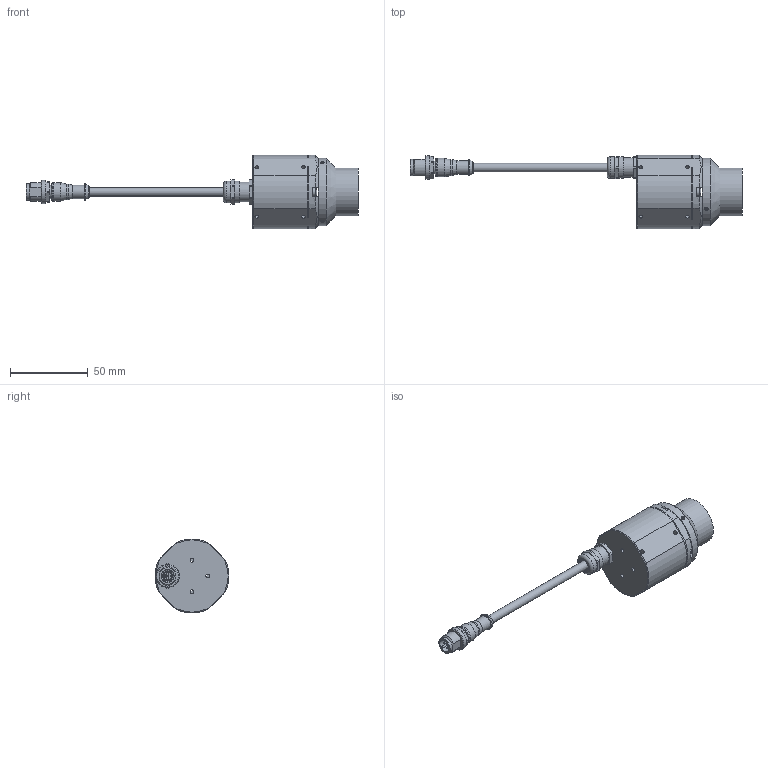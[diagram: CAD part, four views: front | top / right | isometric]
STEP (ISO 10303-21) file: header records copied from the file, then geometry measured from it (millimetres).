
FILE_DESCRIPTION (( 'STEP AP203' ), '1' );
FILE_NAME ('DP32677-A_LT2PRXP-X-C.step', '2023-12-07T14:01:47', ( '' ), ( '' ), 'SwSTEP 2.0', 'SolidWorks 2021', '' );
FILE_SCHEMA (( 'CONFIG_CONTROL_DESIGN' ));
Length unit declared in the file: millimetre
Products named in the file (1): DP32677-A_LT2PRXP-X-C
Bounding box: 213.83 x 47.5 x 47.5 mm (x, y, z)
Surface area: 19882.7 mm2 (no closed solid volume)
Topology: 0 solids, 45 shells, 248 faces, 648 edges, 446 vertices
Faces by surface type: plane 150, cylinder 64, cone 26, torus 8
Full cylindrical faces by diameter (mm): 1 x5, 2.5 x14, 5.5 x5, 7 x1, 8.3 x1, 8.4 x1, 8.8 x1, 10.2 x1, 10.5 x2, 11.3 x1, 12 x1, 12.5 x1, 14 x2, 15 x1, 19 x1, 24 x1, 24.75 x1, 25.35 x1, 30.75 x1, 43.5 x1
Entity records: 7570 total; most frequent: CARTESIAN_POINT 1672, DIRECTION 1251, ORIENTED_EDGE 948, EDGE_CURVE 579, AXIS2_PLACEMENT_3D 465, VERTEX_POINT 438, EDGE_LOOP 348, VECTOR 321
